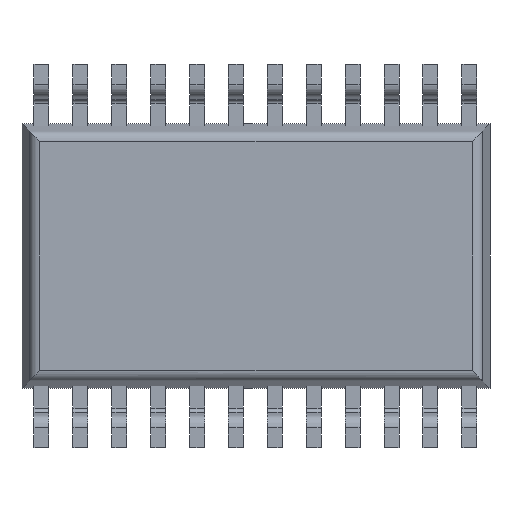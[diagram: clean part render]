
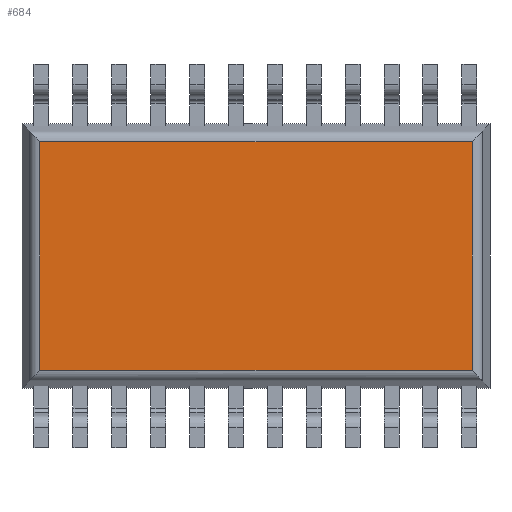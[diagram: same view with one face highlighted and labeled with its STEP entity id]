
A CAD part, front view. The second image highlights one B-rep face of the part: STEP entity #684.
In plain terms, the highlighted planar face has unit normal (0, -1, 0).
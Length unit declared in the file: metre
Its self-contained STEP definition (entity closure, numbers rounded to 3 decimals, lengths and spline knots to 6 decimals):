
#684 = ADVANCED_FACE( '', ( #1602 ), #1603, .T. );
#1602 = FACE_OUTER_BOUND( '', #2799, .T. );
#1603 = PLANE( '', #2800 );
#2799 = EDGE_LOOP( '', ( #4423, #4424, #4425, #4426 ) );
#2800 = AXIS2_PLACEMENT_3D( '', #4427, #4428, #4429 );
#4423 = ORIENTED_EDGE( '', *, *, #7309, .T. );
#4424 = ORIENTED_EDGE( '', *, *, #7310, .T. );
#4425 = ORIENTED_EDGE( '', *, *, #7311, .T. );
#4426 = ORIENTED_EDGE( '', *, *, #7177, .T. );
#4427 = CARTESIAN_POINT( '', ( -0.0002, 0.000011, -0.00115 ) );
#4428 = DIRECTION( '', ( 0., -1., 0. ) );
#4429 = DIRECTION( '', ( 0., 0., -1. ) );
#7177 = EDGE_CURVE( '', #8693, #8697, #8699, .F. );
#7309 = EDGE_CURVE( '', #8697, #8908, #8909, .T. );
#7310 = EDGE_CURVE( '', #8908, #8910, #8911, .T. );
#7311 = EDGE_CURVE( '', #8910, #8693, #8912, .F. );
#8693 = VERTEX_POINT( '', #10776 );
#8697 = VERTEX_POINT( '', #10781 );
#8699 = LINE( '', #10783, #10784 );
#8908 = VERTEX_POINT( '', #11075 );
#8909 = LINE( '', #11076, #11077 );
#8910 = VERTEX_POINT( '', #11078 );
#8911 = LINE( '', #11079, #11080 );
#8912 = LINE( '', #11081, #11082 );
#10776 = CARTESIAN_POINT( '', ( 0.000098, 0.000011, -0.001288 ) );
#10781 = CARTESIAN_POINT( '', ( 0.000098, 0.000011, -0.005112 ) );
#10783 = CARTESIAN_POINT( '', ( 0.000098, 0.000011, -0.00115 ) );
#10784 = VECTOR( '', #12913, 1. );
#11075 = CARTESIAN_POINT( '', ( 0.007322, 0.000011, -0.005112 ) );
#11076 = CARTESIAN_POINT( '', ( -0.0002, 0.000011, -0.005112 ) );
#11077 = VECTOR( '', #13056, 1. );
#11078 = CARTESIAN_POINT( '', ( 0.007322, 0.000011, -0.001288 ) );
#11079 = CARTESIAN_POINT( '', ( 0.007322, 0.000011, -0.00115 ) );
#11080 = VECTOR( '', #13057, 1. );
#11081 = CARTESIAN_POINT( '', ( -0.0002, 0.000011, -0.001288 ) );
#11082 = VECTOR( '', #13058, 1. );
#12913 = DIRECTION( '', ( 0., 0., 1. ) );
#13056 = DIRECTION( '', ( 1., 0., 0. ) );
#13057 = DIRECTION( '', ( 0., 0., 1. ) );
#13058 = DIRECTION( '', ( 1., 0., 0. ) );
